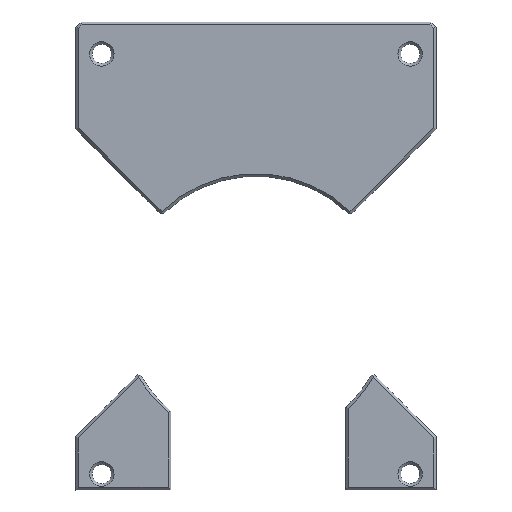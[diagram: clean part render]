
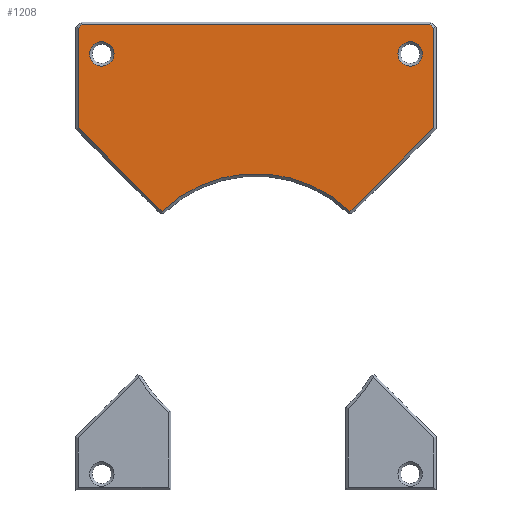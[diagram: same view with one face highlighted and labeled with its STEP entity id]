
A CAD part, top view. The second image highlights one B-rep face of the part: STEP entity #1208.
In plain terms, the highlighted planar face has unit normal (0, 0, 1).
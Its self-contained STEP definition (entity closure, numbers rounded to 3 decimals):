
#88=PLANE('',#1335);
#197=LINE('',#2016,#309);
#198=LINE('',#2021,#310);
#199=LINE('',#2023,#311);
#200=LINE('',#2025,#312);
#201=LINE('',#2027,#313);
#202=LINE('',#2029,#314);
#203=LINE('',#2031,#315);
#309=VECTOR('',#1618,1000.);
#310=VECTOR('',#1621,1000.);
#311=VECTOR('',#1622,1000.);
#312=VECTOR('',#1623,1000.);
#313=VECTOR('',#1624,1000.);
#314=VECTOR('',#1625,1000.);
#315=VECTOR('',#1626,1000.);
#562=ORIENTED_EDGE('',*,*,#784,.T.);
#563=ORIENTED_EDGE('',*,*,#785,.T.);
#564=ORIENTED_EDGE('',*,*,#786,.T.);
#565=ORIENTED_EDGE('',*,*,#787,.T.);
#566=ORIENTED_EDGE('',*,*,#788,.T.);
#567=ORIENTED_EDGE('',*,*,#789,.T.);
#568=ORIENTED_EDGE('',*,*,#790,.T.);
#569=ORIENTED_EDGE('',*,*,#791,.T.);
#570=ORIENTED_EDGE('',*,*,#792,.T.);
#571=ORIENTED_EDGE('',*,*,#793,.T.);
#784=EDGE_CURVE('',#908,#908,#950,.T.);
#785=EDGE_CURVE('',#909,#909,#951,.T.);
#786=EDGE_CURVE('',#910,#911,#197,.T.);
#787=EDGE_CURVE('',#911,#912,#952,.T.);
#788=EDGE_CURVE('',#912,#913,#198,.T.);
#789=EDGE_CURVE('',#913,#914,#199,.F.);
#790=EDGE_CURVE('',#914,#915,#200,.T.);
#791=EDGE_CURVE('',#915,#916,#201,.T.);
#792=EDGE_CURVE('',#916,#917,#202,.T.);
#793=EDGE_CURVE('',#917,#910,#203,.F.);
#908=VERTEX_POINT('',#2013);
#909=VERTEX_POINT('',#2015);
#910=VERTEX_POINT('',#2017);
#911=VERTEX_POINT('',#2018);
#912=VERTEX_POINT('',#2020);
#913=VERTEX_POINT('',#2022);
#914=VERTEX_POINT('',#2024);
#915=VERTEX_POINT('',#2026);
#916=VERTEX_POINT('',#2028);
#917=VERTEX_POINT('',#2030);
#950=CIRCLE('',#1336,1.15);
#951=CIRCLE('',#1337,1.15);
#952=CIRCLE('',#1338,12.75);
#1021=EDGE_LOOP('',(#562));
#1022=EDGE_LOOP('',(#563));
#1023=EDGE_LOOP('',(#564,#565,#566,#567,#568,#569,#570,#571));
#1113=FACE_BOUND('',#1021,.T.);
#1114=FACE_BOUND('',#1022,.T.);
#1115=FACE_BOUND('',#1023,.T.);
#1208=ADVANCED_FACE('',(#1113,#1114,#1115),#88,.F.);
#1335=AXIS2_PLACEMENT_3D('',#2011,#1612,#1613);
#1336=AXIS2_PLACEMENT_3D('',#2012,#1614,#1615);
#1337=AXIS2_PLACEMENT_3D('',#2014,#1616,#1617);
#1338=AXIS2_PLACEMENT_3D('',#2019,#1619,#1620);
#1612=DIRECTION('',(0.,0.,-1.));
#1613=DIRECTION('',(-1.,0.,0.));
#1614=DIRECTION('',(0.,0.,-1.));
#1615=DIRECTION('',(-1.,0.,0.));
#1616=DIRECTION('',(0.,0.,-1.));
#1617=DIRECTION('',(-1.,0.,0.));
#1618=DIRECTION('',(0.707,-0.707,0.));
#1619=DIRECTION('',(0.,0.,-1.));
#1620=DIRECTION('',(-1.,0.,0.));
#1621=DIRECTION('',(0.707,0.707,0.));
#1622=DIRECTION('',(0.,-1.,0.));
#1623=DIRECTION('',(-0.707,0.707,0.));
#1624=DIRECTION('',(-1.,0.,0.));
#1625=DIRECTION('',(-0.707,-0.707,0.));
#1626=DIRECTION('',(0.,1.,0.));
#2011=CARTESIAN_POINT('',(100.,100.,-1.8));
#2012=CARTESIAN_POINT('',(14.5,24.,-1.8));
#2013=CARTESIAN_POINT('',(13.35,24.,-1.8));
#2014=CARTESIAN_POINT('',(-14.5,24.,-1.8));
#2015=CARTESIAN_POINT('',(-15.65,24.,-1.8));
#2016=CARTESIAN_POINT('',(0.177,0.177,-1.8));
#2017=CARTESIAN_POINT('',(-16.7,17.054,-1.8));
#2018=CARTESIAN_POINT('',(-8.837,9.191,-1.8));
#2019=CARTESIAN_POINT('',(0.,0.,-1.8));
#2020=CARTESIAN_POINT('',(8.837,9.191,-1.8));
#2021=CARTESIAN_POINT('',(16.823,17.177,-1.8));
#2022=CARTESIAN_POINT('',(16.7,17.054,-1.8));
#2023=CARTESIAN_POINT('',(16.7,-15.,-1.8));
#2024=CARTESIAN_POINT('',(16.7,26.396,-1.8));
#2025=CARTESIAN_POINT('',(21.548,21.548,-1.8));
#2026=CARTESIAN_POINT('',(16.346,26.75,-1.8));
#2027=CARTESIAN_POINT('',(-16.5,26.75,-1.8));
#2028=CARTESIAN_POINT('',(-16.346,26.75,-1.8));
#2029=CARTESIAN_POINT('',(78.452,121.548,-1.8));
#2030=CARTESIAN_POINT('',(-16.7,26.396,-1.8));
#2031=CARTESIAN_POINT('',(-16.7,15.,-1.8));
